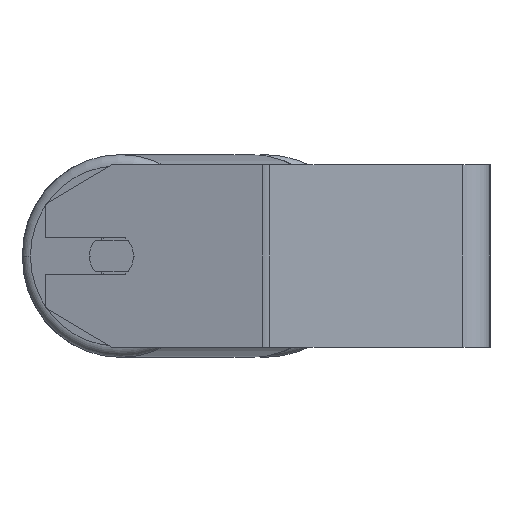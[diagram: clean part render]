
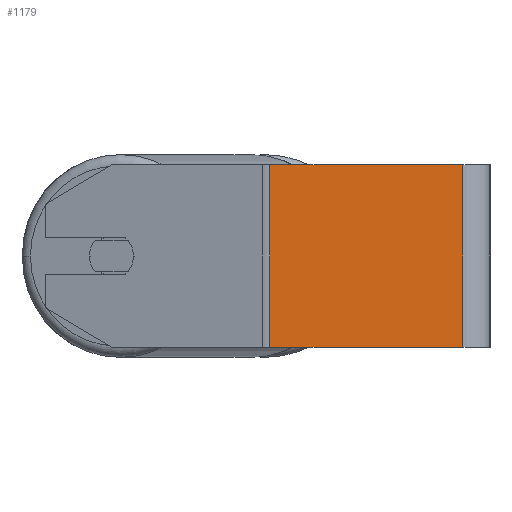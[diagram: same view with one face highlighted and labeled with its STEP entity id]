
A CAD part, left-side view. The second image highlights one B-rep face of the part: STEP entity #1179.
In plain terms, the highlighted planar face has unit normal (-1, 0, 0).
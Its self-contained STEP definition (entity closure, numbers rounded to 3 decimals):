
#43 = LINE ( 'NONE', #7569, #5715 ) ;
#138 = VERTEX_POINT ( 'NONE', #5474 ) ;
#744 = CARTESIAN_POINT ( 'NONE',  ( -400., 96.607, 40. ) ) ;
#777 = AXIS2_PLACEMENT_3D ( 'NONE', #2518, #5209, #6488 ) ;
#808 = EDGE_LOOP ( 'NONE', ( #5369, #2110, #982, #6224 ) ) ;
#982 = ORIENTED_EDGE ( 'NONE', *, *, #7209, .F. ) ;
#1179 = ADVANCED_FACE ( 'NONE', ( #2556 ), #3844, .F. ) ;
#1890 = VERTEX_POINT ( 'NONE', #2840 ) ;
#2110 = ORIENTED_EDGE ( 'NONE', *, *, #3794, .F. ) ;
#2302 = VECTOR ( 'NONE', #7592, 1000. ) ;
#2518 = CARTESIAN_POINT ( 'NONE',  ( -400., 98.186, 40. ) ) ;
#2556 = FACE_OUTER_BOUND ( 'NONE', #808, .T. ) ;
#2840 = CARTESIAN_POINT ( 'NONE',  ( -400., 96.607, -40. ) ) ;
#3401 = VERTEX_POINT ( 'NONE', #4040 ) ;
#3757 = VECTOR ( 'NONE', #6968, 1000. ) ;
#3794 = EDGE_CURVE ( 'NONE', #4779, #138, #43, .T. ) ;
#3844 = PLANE ( 'NONE',  #777 ) ;
#4040 = CARTESIAN_POINT ( 'NONE',  ( -400., 96.607, 40. ) ) ;
#4265 = CARTESIAN_POINT ( 'NONE',  ( -400., 98.186, -40. ) ) ;
#4393 = CARTESIAN_POINT ( 'NONE',  ( -400., 98.186, 40. ) ) ;
#4398 = LINE ( 'NONE', #4265, #3757 ) ;
#4779 = VERTEX_POINT ( 'NONE', #6187 ) ;
#4881 = LINE ( 'NONE', #4393, #2302 ) ;
#5209 = DIRECTION ( 'NONE',  ( 1., 0., 0. ) ) ;
#5369 = ORIENTED_EDGE ( 'NONE', *, *, #5677, .T. ) ;
#5470 = DIRECTION ( 'NONE',  ( 0., 0., -1. ) ) ;
#5474 = CARTESIAN_POINT ( 'NONE',  ( -400., 12., -40. ) ) ;
#5677 = EDGE_CURVE ( 'NONE', #1890, #138, #4398, .T. ) ;
#5715 = VECTOR ( 'NONE', #8094, 1000. ) ;
#6187 = CARTESIAN_POINT ( 'NONE',  ( -400., 12., 40. ) ) ;
#6224 = ORIENTED_EDGE ( 'NONE', *, *, #6584, .T. ) ;
#6244 = VECTOR ( 'NONE', #5470, 1000. ) ;
#6488 = DIRECTION ( 'NONE',  ( 0., 0., -1. ) ) ;
#6584 = EDGE_CURVE ( 'NONE', #3401, #1890, #6844, .T. ) ;
#6844 = LINE ( 'NONE', #744, #6244 ) ;
#6968 = DIRECTION ( 'NONE',  ( 0., -1., 0. ) ) ;
#7209 = EDGE_CURVE ( 'NONE', #3401, #4779, #4881, .T. ) ;
#7569 = CARTESIAN_POINT ( 'NONE',  ( -400., 12., 40. ) ) ;
#7592 = DIRECTION ( 'NONE',  ( 0., -1., 0. ) ) ;
#8094 = DIRECTION ( 'NONE',  ( 0., 0., -1. ) ) ;
